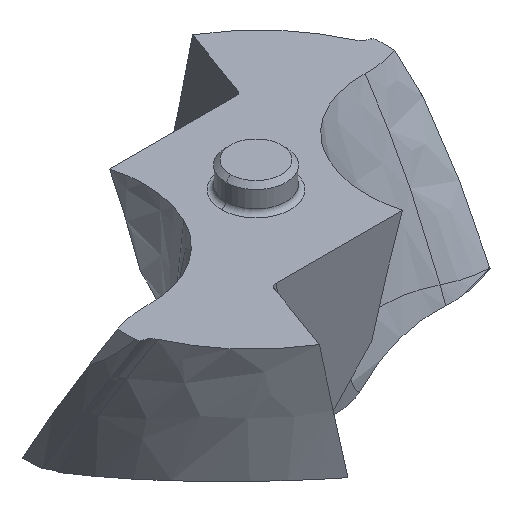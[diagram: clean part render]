
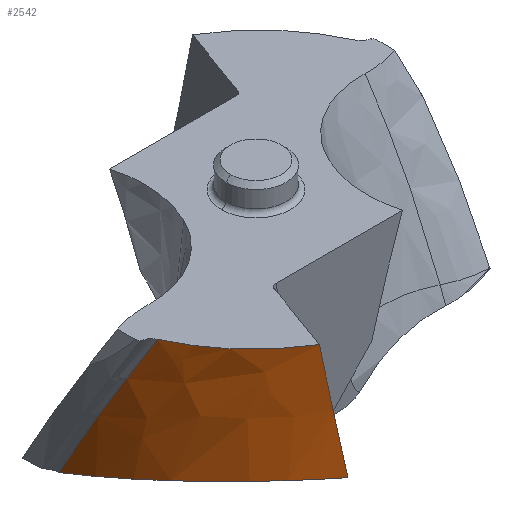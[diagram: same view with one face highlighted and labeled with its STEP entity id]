
A CAD part, isometric view. The second image highlights one B-rep face of the part: STEP entity #2542.
In plain terms, the highlighted free-form (B-spline) face has degree [3, 3] with [7, 5] control points.
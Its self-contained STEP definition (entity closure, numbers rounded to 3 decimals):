
#166=CARTESIAN_POINT('',(-3.368,-5.452,
0.));
#167=CARTESIAN_POINT('',(-3.826,-5.178,
0.));
#168=CARTESIAN_POINT('',(-4.84,-4.383,
0.));
#169=CARTESIAN_POINT('',(-5.576,-3.314,
0.));
#170=CARTESIAN_POINT('',(-5.884,-2.636,
0.));
#411=CARTESIAN_POINT('',(-6.45,0.,
-4.828));
#412=CARTESIAN_POINT('',(-6.451,-0.181,
-4.758));
#413=CARTESIAN_POINT('',(-6.435,-0.543,
-4.623));
#414=CARTESIAN_POINT('',(-6.369,-1.067,
-4.444));
#415=CARTESIAN_POINT('',(-6.251,-1.618,
-4.274));
#416=CARTESIAN_POINT('',(-6.092,-2.134,
-4.132));
#417=CARTESIAN_POINT('',(-5.872,-2.672,
-4.004));
#418=CARTESIAN_POINT('',(-5.605,-3.182,
-3.903));
#419=CARTESIAN_POINT('',(-5.302,-3.653,
-3.831));
#420=CARTESIAN_POINT('',(-4.959,-4.094,
-3.785));
#421=CARTESIAN_POINT('',(-4.584,-4.498,
-3.765));
#422=CARTESIAN_POINT('',(-4.189,-4.856,
-3.77));
#423=CARTESIAN_POINT('',(-3.754,-5.19,
-3.799));
#424=CARTESIAN_POINT('',(-3.278,-5.495,
-3.854));
#425=CARTESIAN_POINT('',(-2.926,-5.679,
-3.911));
#426=CARTESIAN_POINT('',(-2.741,-5.765,
-3.945));
#771=CARTESIAN_POINT('',(-6.45,0.036,
-4.833));
#789=CARTESIAN_POINT('',(-6.45,0.,
-4.828));
#790=CARTESIAN_POINT('',(-6.45,0.004,
-4.829));
#791=CARTESIAN_POINT('',(-6.45,0.012,
-4.83));
#792=CARTESIAN_POINT('',(-6.45,0.024,
-4.831));
#793=CARTESIAN_POINT('',(-6.45,0.032,
-4.832));
#794=CARTESIAN_POINT('',(-6.45,0.036,
-4.833));
#796=CARTESIAN_POINT('',(-6.45,0.036,
-4.833));
#797=CARTESIAN_POINT('',(-6.456,-0.485,
-3.886));
#798=CARTESIAN_POINT('',(-6.349,-1.391,
-2.275));
#799=CARTESIAN_POINT('',(-6.043,-2.279,
-0.664));
#800=CARTESIAN_POINT('',(-5.884,-2.636,
0.));
#802=CARTESIAN_POINT('',(-3.368,-5.452,
0.));
#803=CARTESIAN_POINT('',(-3.337,-5.462,
-0.181));
#804=CARTESIAN_POINT('',(-3.278,-5.482,
-0.535));
#805=CARTESIAN_POINT('',(-3.194,-5.511,
-1.04));
#806=CARTESIAN_POINT('',(-3.114,-5.542,
-1.525));
#807=CARTESIAN_POINT('',(-3.043,-5.573,
-1.966));
#808=CARTESIAN_POINT('',(-2.963,-5.613,
-2.467));
#809=CARTESIAN_POINT('',(-2.881,-5.66,
-2.996));
#810=CARTESIAN_POINT('',(-2.808,-5.711,
-3.482));
#811=CARTESIAN_POINT('',(-2.763,-5.746,
-3.794));
#812=CARTESIAN_POINT('',(-2.741,-5.765,
-3.945));
#964=CARTESIAN_POINT('',(-3.368,-5.452,
0.));
#965=VERTEX_POINT('',#964);
#966=VERTEX_POINT('',#170);
#997=CARTESIAN_POINT('',(-6.45,0.,
-4.828));
#998=VERTEX_POINT('',#997);
#999=VERTEX_POINT('',#426);
#1014=VERTEX_POINT('',#771);
#2498=CARTESIAN_POINT('',(-3.018,-5.695,
-4.882));
#2499=CARTESIAN_POINT('',(-2.629,-5.82,
-3.919));
#2500=CARTESIAN_POINT('',(-1.844,-6.053,
-2.276));
#2501=CARTESIAN_POINT('',(-0.851,-6.268,
-0.634));
#2502=CARTESIAN_POINT('',(-0.406,-6.347,
0.046));
#2503=CARTESIAN_POINT('',(-3.087,-5.659,
-4.882));
#2504=CARTESIAN_POINT('',(-2.699,-5.79,
-3.919));
#2505=CARTESIAN_POINT('',(-1.916,-6.034,
-2.276));
#2506=CARTESIAN_POINT('',(-0.926,-6.26,
-0.634));
#2507=CARTESIAN_POINT('',(-0.482,-6.343,
0.046));
#2508=CARTESIAN_POINT('',(-3.818,-5.256,
-4.882));
#2509=CARTESIAN_POINT('',(-3.448,-5.455,
-3.919));
#2510=CARTESIAN_POINT('',(-2.694,-5.816,
-2.276));
#2511=CARTESIAN_POINT('',(-1.734,-6.159,
-0.634));
#2512=CARTESIAN_POINT('',(-1.302,-6.291,
0.046));
#2513=CARTESIAN_POINT('',(-5.057,-4.215,
-4.882));
#2514=CARTESIAN_POINT('',(-4.744,-4.539,
-3.919));
#2515=CARTESIAN_POINT('',(-4.091,-5.111,
-2.276));
#2516=CARTESIAN_POINT('',(-3.23,-5.664,
-0.634));
#2517=CARTESIAN_POINT('',(-2.84,-5.884,
0.046));
#2518=CARTESIAN_POINT('',(-6.214,-2.192,
-4.882));
#2519=CARTESIAN_POINT('',(-6.042,-2.653,
-3.919));
#2520=CARTESIAN_POINT('',(-5.629,-3.461,
-2.276));
#2521=CARTESIAN_POINT('',(-5.009,-4.251,
-0.634));
#2522=CARTESIAN_POINT('',(-4.718,-4.568,
0.046));
#2523=CARTESIAN_POINT('',(-6.465,-0.649,
-4.882));
#2524=CARTESIAN_POINT('',(-6.414,-1.165,
-3.919));
#2525=CARTESIAN_POINT('',(-6.208,-2.064,
-2.276));
#2526=CARTESIAN_POINT('',(-5.794,-2.945,
-0.634));
#2527=CARTESIAN_POINT('',(-5.588,-3.3,
0.046));
#2528=CARTESIAN_POINT('',(-6.449,0.132,
-4.882));
#2529=CARTESIAN_POINT('',(-6.463,-0.399,
-3.919));
#2530=CARTESIAN_POINT('',(-6.366,-1.325,
-2.276));
#2531=CARTESIAN_POINT('',(-6.061,-2.233,
-0.634));
#2532=CARTESIAN_POINT('',(-5.901,-2.599,
0.046));
#2533=B_SPLINE_SURFACE_WITH_KNOTS('',3,3,((#2498,#2499,#2500,#2501,#2502),
(#2503,#2504,#2505,#2506,#2507),(#2508,#2509,#2510,#2511,#2512),(#2513,#2514,
#2515,#2516,#2517),(#2518,#2519,#2520,#2521,#2522),(#2523,#2524,#2525,#2526,
#2527),(#2528,#2529,#2530,#2531,#2532)),.UNSPECIFIED.,.F.,.F.,.F.,(4,1,1,1,4),
(4,1,4),(0.224,0.25,0.5,0.75,1.008),(
0.067,3.403,5.757),.UNSPECIFIED.);
#2534=ORIENTED_EDGE('',*,*,#1708,.F.);
#2535=ORIENTED_EDGE('',*,*,#1752,.T.);
#2536=ORIENTED_EDGE('',*,*,#2486,.T.);
#2537=ORIENTED_EDGE('',*,*,#1303,.F.);
#2539=ORIENTED_EDGE('',*,*,#2538,.T.);
#2540=EDGE_LOOP('',(#2534,#2535,#2536,#2537,#2539));
#2541=FACE_OUTER_BOUND('',#2540,.F.);
#171=B_SPLINE_CURVE_WITH_KNOTS('',3,(#166,#167,#168,#169,#170),.UNSPECIFIED.,
.F.,.F.,(4,1,4),(0.,0.418,1.),.UNSPECIFIED.);
#427=B_SPLINE_CURVE_WITH_KNOTS('',3,(#411,#412,#413,#414,#415,#416,#417,#418,
#419,#420,#421,#422,#423,#424,#425,#426),.UNSPECIFIED.,.F.,.F.,(4,1,1,1,1,1,1,1,
1,1,1,1,1,4),(0.,0.077,0.154,0.231,
0.308,0.385,0.462,0.538,
0.615,0.692,0.769,0.846,
0.923,1.),.UNSPECIFIED.);
#795=B_SPLINE_CURVE_WITH_KNOTS('',3,(#789,#790,#791,#792,#793,#794),
.UNSPECIFIED.,.F.,.F.,(4,1,1,4),(0.,0.333,0.667,1.),
.UNSPECIFIED.);
#801=B_SPLINE_CURVE_WITH_KNOTS('',3,(#796,#797,#798,#799,#800),.UNSPECIFIED.,
.F.,.F.,(4,1,4),(0.,0.588,1.),.UNSPECIFIED.);
#813=B_SPLINE_CURVE_WITH_KNOTS('',3,(#802,#803,#804,#805,#806,#807,#808,#809,
#810,#811,#812),.UNSPECIFIED.,.F.,.F.,(4,1,1,1,1,1,1,1,4),(0.,0.125,0.25,
0.375,0.5,0.625,0.75,0.875,1.),.UNSPECIFIED.);
#1303=EDGE_CURVE('',#965,#966,#171,.T.);
#1708=EDGE_CURVE('',#998,#999,#427,.T.);
#1752=EDGE_CURVE('',#998,#1014,#795,.T.);
#2486=EDGE_CURVE('',#1014,#966,#801,.T.);
#2538=EDGE_CURVE('',#965,#999,#813,.T.);
#2542=ADVANCED_FACE('',(#2541),#2533,.F.);
